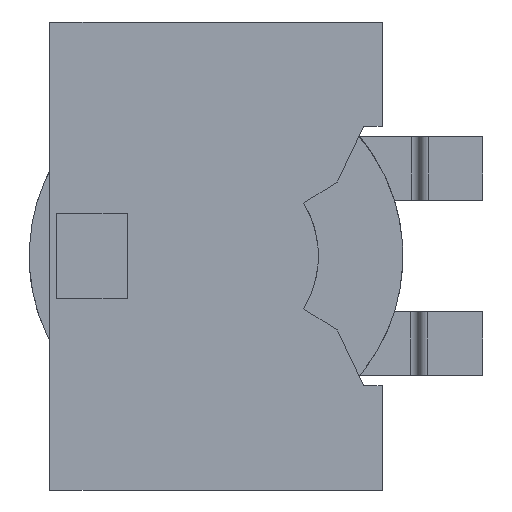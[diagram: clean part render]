
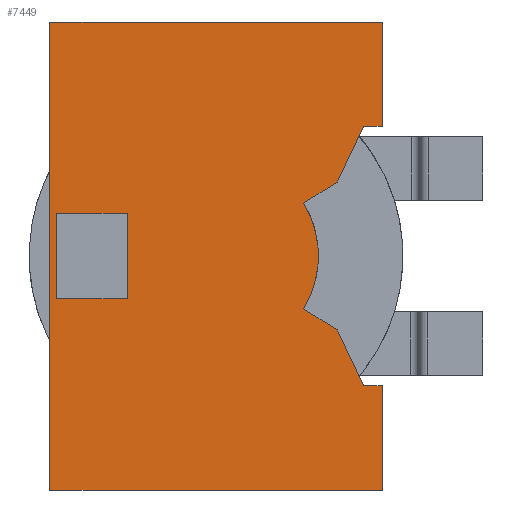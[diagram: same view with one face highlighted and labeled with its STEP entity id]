
A CAD part, front view. The second image highlights one B-rep face of the part: STEP entity #7449.
In plain terms, the highlighted planar face has unit normal (0, -1, 0).
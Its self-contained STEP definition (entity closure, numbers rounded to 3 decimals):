
#30 = DIRECTION ( 'NONE',  ( 0., -1., 0. ) ) ;
#35 = VECTOR ( 'NONE', #11257, 1000. ) ;
#400 = CARTESIAN_POINT ( 'NONE',  ( 5.223, -1., -3.153 ) ) ;
#1096 = VECTOR ( 'NONE', #21613, 1000. ) ;
#1699 = EDGE_CURVE ( 'NONE', #11924, #20237, #17631, .T. ) ;
#1861 = VERTEX_POINT ( 'NONE', #15528 ) ;
#2020 = LINE ( 'NONE', #22297, #10091 ) ;
#3348 = VERTEX_POINT ( 'NONE', #400 ) ;
#3366 = VECTOR ( 'NONE', #8653, 1000. ) ;
#3551 = CARTESIAN_POINT ( 'NONE',  ( 7.232, -1., 4.411 ) ) ;
#4431 = CARTESIAN_POINT ( 'NONE',  ( 0., -1., -13.951 ) ) ;
#4541 = VERTEX_POINT ( 'NONE', #9741 ) ;
#4762 = EDGE_CURVE ( 'NONE', #20237, #16710, #21298, .T. ) ;
#4863 = EDGE_CURVE ( 'NONE', #4541, #19389, #18524, .T. ) ;
#4946 = ORIENTED_EDGE ( 'NONE', *, *, #24548, .T. ) ;
#5047 = ORIENTED_EDGE ( 'NONE', *, *, #4762, .T. ) ;
#5170 = EDGE_CURVE ( 'NONE', #1861, #9055, #14774, .T. ) ;
#5380 = VECTOR ( 'NONE', #21882, 1000. ) ;
#5418 = CARTESIAN_POINT ( 'NONE',  ( 0., -1., -2.55 ) ) ;
#5524 = VECTOR ( 'NONE', #12473, 1000. ) ;
#5761 = AXIS2_PLACEMENT_3D ( 'NONE', #15809, #30, #14001 ) ;
#5822 = CARTESIAN_POINT ( 'NONE',  ( 5.223, -1., 3.153 ) ) ;
#5924 = LINE ( 'NONE', #19164, #35 ) ;
#6017 = EDGE_LOOP ( 'NONE', ( #23456, #22114, #8737, #4946, #6972, #15534, #19859, #25139, #6676, #14391, #7412, #13197 ) ) ;
#6676 = ORIENTED_EDGE ( 'NONE', *, *, #18872, .T. ) ;
#6755 = CARTESIAN_POINT ( 'NONE',  ( -9.901, -1., -13.951 ) ) ;
#6756 = EDGE_CURVE ( 'NONE', #15354, #14161, #23729, .T. ) ;
#6941 = FACE_OUTER_BOUND ( 'NONE', #6017, .T. ) ;
#6972 = ORIENTED_EDGE ( 'NONE', *, *, #13355, .T. ) ;
#7185 = VECTOR ( 'NONE', #13649, 1000. ) ;
#7388 = EDGE_CURVE ( 'NONE', #3348, #17948, #24046, .T. ) ;
#7412 = ORIENTED_EDGE ( 'NONE', *, *, #21133, .T. ) ;
#7449 = ADVANCED_FACE ( 'NONE', ( #14407, #6941 ), #19544, .T. ) ;
#7538 = DIRECTION ( 'NONE',  ( 0., 0., 1. ) ) ;
#7921 = ORIENTED_EDGE ( 'NONE', *, *, #1699, .T. ) ;
#7969 = VECTOR ( 'NONE', #19594, 1000. ) ;
#8653 = DIRECTION ( 'NONE',  ( 0., 0., 1. ) ) ;
#8737 = ORIENTED_EDGE ( 'NONE', *, *, #6756, .T. ) ;
#8937 = DIRECTION ( 'NONE',  ( 0., 0., 1. ) ) ;
#8949 = CARTESIAN_POINT ( 'NONE',  ( -5.3, -1., 2.55 ) ) ;
#9055 = VERTEX_POINT ( 'NONE', #14261 ) ;
#9309 = CARTESIAN_POINT ( 'NONE',  ( -5.3, -1., -2.55 ) ) ;
#9540 = DIRECTION ( 'NONE',  ( 0.425, 0., 0.905 ) ) ;
#9741 = CARTESIAN_POINT ( 'NONE',  ( 7.232, -1., 4.411 ) ) ;
#9838 = VERTEX_POINT ( 'NONE', #19583 ) ;
#9979 = VECTOR ( 'NONE', #20997, 1000. ) ;
#10050 = EDGE_CURVE ( 'NONE', #14255, #15354, #12739, .T. ) ;
#10091 = VECTOR ( 'NONE', #24854, 1000. ) ;
#10444 = CARTESIAN_POINT ( 'NONE',  ( 9.901, -1., 7.749 ) ) ;
#10453 = VECTOR ( 'NONE', #12599, 1000. ) ;
#10480 = CARTESIAN_POINT ( 'NONE',  ( -5.3, -1., 0. ) ) ;
#11007 = CARTESIAN_POINT ( 'NONE',  ( -9.5, -1., -2.55 ) ) ;
#11257 = DIRECTION ( 'NONE',  ( 1., 0., 0. ) ) ;
#11357 = DIRECTION ( 'NONE',  ( 0., -1., 0. ) ) ;
#11859 = CARTESIAN_POINT ( 'NONE',  ( 0., -1., -7.749 ) ) ;
#11924 = VERTEX_POINT ( 'NONE', #9309 ) ;
#11971 = VECTOR ( 'NONE', #9540, 1000. ) ;
#12473 = DIRECTION ( 'NONE',  ( 0., 0., -1. ) ) ;
#12599 = DIRECTION ( 'NONE',  ( -0.847, 0., 0.531 ) ) ;
#12739 = LINE ( 'NONE', #12959, #24556 ) ;
#12816 = CARTESIAN_POINT ( 'NONE',  ( 9.901, -1., 0. ) ) ;
#12959 = CARTESIAN_POINT ( 'NONE',  ( 9.901, -1., 0. ) ) ;
#12974 = LINE ( 'NONE', #10480, #5524 ) ;
#13197 = ORIENTED_EDGE ( 'NONE', *, *, #4863, .T. ) ;
#13355 = EDGE_CURVE ( 'NONE', #22054, #9838, #21368, .T. ) ;
#13649 = DIRECTION ( 'NONE',  ( 0., 0., -1. ) ) ;
#13891 = CARTESIAN_POINT ( 'NONE',  ( 0., -1., 13.951 ) ) ;
#14001 = DIRECTION ( 'NONE',  ( 0., 0., -1. ) ) ;
#14161 = VERTEX_POINT ( 'NONE', #15765 ) ;
#14255 = VERTEX_POINT ( 'NONE', #10444 ) ;
#14261 = CARTESIAN_POINT ( 'NONE',  ( 8.801, -1., -7.749 ) ) ;
#14391 = ORIENTED_EDGE ( 'NONE', *, *, #7388, .T. ) ;
#14407 = FACE_BOUND ( 'NONE', #23623, .T. ) ;
#14501 = LINE ( 'NONE', #24275, #10453 ) ;
#14617 = CARTESIAN_POINT ( 'NONE',  ( -9.5, -1., 0. ) ) ;
#14774 = LINE ( 'NONE', #11859, #1096 ) ;
#14989 = CARTESIAN_POINT ( 'NONE',  ( 0., -1., 2.55 ) ) ;
#15327 = EDGE_CURVE ( 'NONE', #9055, #23266, #15551, .T. ) ;
#15354 = VERTEX_POINT ( 'NONE', #19638 ) ;
#15528 = CARTESIAN_POINT ( 'NONE',  ( 9.901, -1., -7.749 ) ) ;
#15534 = ORIENTED_EDGE ( 'NONE', *, *, #16650, .T. ) ;
#15548 = CARTESIAN_POINT ( 'NONE',  ( 0., -1., 0. ) ) ;
#15551 = LINE ( 'NONE', #21197, #22706 ) ;
#15633 = CARTESIAN_POINT ( 'NONE',  ( -9.901, -1., 0. ) ) ;
#15765 = CARTESIAN_POINT ( 'NONE',  ( -9.901, -1., 13.951 ) ) ;
#15809 = CARTESIAN_POINT ( 'NONE',  ( 0., -1., 0. ) ) ;
#16232 = EDGE_CURVE ( 'NONE', #19389, #14255, #5924, .T. ) ;
#16577 = DIRECTION ( 'NONE',  ( 1., 0., 0. ) ) ;
#16650 = EDGE_CURVE ( 'NONE', #9838, #1861, #20498, .T. ) ;
#16710 = VERTEX_POINT ( 'NONE', #18739 ) ;
#17250 = VECTOR ( 'NONE', #24749, 1000. ) ;
#17631 = LINE ( 'NONE', #5418, #7969 ) ;
#17948 = VERTEX_POINT ( 'NONE', #5822 ) ;
#17970 = VECTOR ( 'NONE', #16577, 1000. ) ;
#18019 = AXIS2_PLACEMENT_3D ( 'NONE', #15548, #11357, #7538 ) ;
#18093 = EDGE_CURVE ( 'NONE', #23366, #11924, #12974, .T. ) ;
#18524 = LINE ( 'NONE', #3551, #11971 ) ;
#18636 = CARTESIAN_POINT ( 'NONE',  ( 7.232, -1., -4.411 ) ) ;
#18739 = CARTESIAN_POINT ( 'NONE',  ( -9.5, -1., 2.55 ) ) ;
#18740 = ORIENTED_EDGE ( 'NONE', *, *, #24879, .T. ) ;
#18872 = EDGE_CURVE ( 'NONE', #23266, #3348, #14501, .T. ) ;
#19164 = CARTESIAN_POINT ( 'NONE',  ( 0., -1., 7.749 ) ) ;
#19389 = VERTEX_POINT ( 'NONE', #22265 ) ;
#19544 = PLANE ( 'NONE',  #5761 ) ;
#19583 = CARTESIAN_POINT ( 'NONE',  ( 9.901, -1., -13.951 ) ) ;
#19594 = DIRECTION ( 'NONE',  ( -1., 0., 0. ) ) ;
#19638 = CARTESIAN_POINT ( 'NONE',  ( 9.901, -1., 13.951 ) ) ;
#19859 = ORIENTED_EDGE ( 'NONE', *, *, #5170, .T. ) ;
#20237 = VERTEX_POINT ( 'NONE', #11007 ) ;
#20498 = LINE ( 'NONE', #12816, #3366 ) ;
#20997 = DIRECTION ( 'NONE',  ( 1., 0., 0. ) ) ;
#21133 = EDGE_CURVE ( 'NONE', #17948, #4541, #2020, .T. ) ;
#21197 = CARTESIAN_POINT ( 'NONE',  ( 8.801, -1., -7.749 ) ) ;
#21298 = LINE ( 'NONE', #14617, #17250 ) ;
#21368 = LINE ( 'NONE', #4431, #17970 ) ;
#21613 = DIRECTION ( 'NONE',  ( -1., 0., 0. ) ) ;
#21646 = DIRECTION ( 'NONE',  ( -0.425, 0., 0.905 ) ) ;
#21882 = DIRECTION ( 'NONE',  ( -1., 0., 0. ) ) ;
#22054 = VERTEX_POINT ( 'NONE', #6755 ) ;
#22114 = ORIENTED_EDGE ( 'NONE', *, *, #10050, .T. ) ;
#22265 = CARTESIAN_POINT ( 'NONE',  ( 8.801, -1., 7.749 ) ) ;
#22297 = CARTESIAN_POINT ( 'NONE',  ( 5.223, -1., 3.153 ) ) ;
#22706 = VECTOR ( 'NONE', #21646, 1000. ) ;
#23035 = LINE ( 'NONE', #15633, #7185 ) ;
#23266 = VERTEX_POINT ( 'NONE', #18636 ) ;
#23366 = VERTEX_POINT ( 'NONE', #8949 ) ;
#23456 = ORIENTED_EDGE ( 'NONE', *, *, #16232, .T. ) ;
#23623 = EDGE_LOOP ( 'NONE', ( #7921, #5047, #18740, #25237 ) ) ;
#23729 = LINE ( 'NONE', #13891, #5380 ) ;
#23973 = LINE ( 'NONE', #14989, #9979 ) ;
#24046 = CIRCLE ( 'NONE', #18019, 6.101 ) ;
#24275 = CARTESIAN_POINT ( 'NONE',  ( 7.232, -1., -4.411 ) ) ;
#24548 = EDGE_CURVE ( 'NONE', #14161, #22054, #23035, .T. ) ;
#24556 = VECTOR ( 'NONE', #8937, 1000. ) ;
#24749 = DIRECTION ( 'NONE',  ( 0., 0., 1. ) ) ;
#24854 = DIRECTION ( 'NONE',  ( 0.847, 0., 0.531 ) ) ;
#24879 = EDGE_CURVE ( 'NONE', #16710, #23366, #23973, .T. ) ;
#25139 = ORIENTED_EDGE ( 'NONE', *, *, #15327, .T. ) ;
#25237 = ORIENTED_EDGE ( 'NONE', *, *, #18093, .T. ) ;
